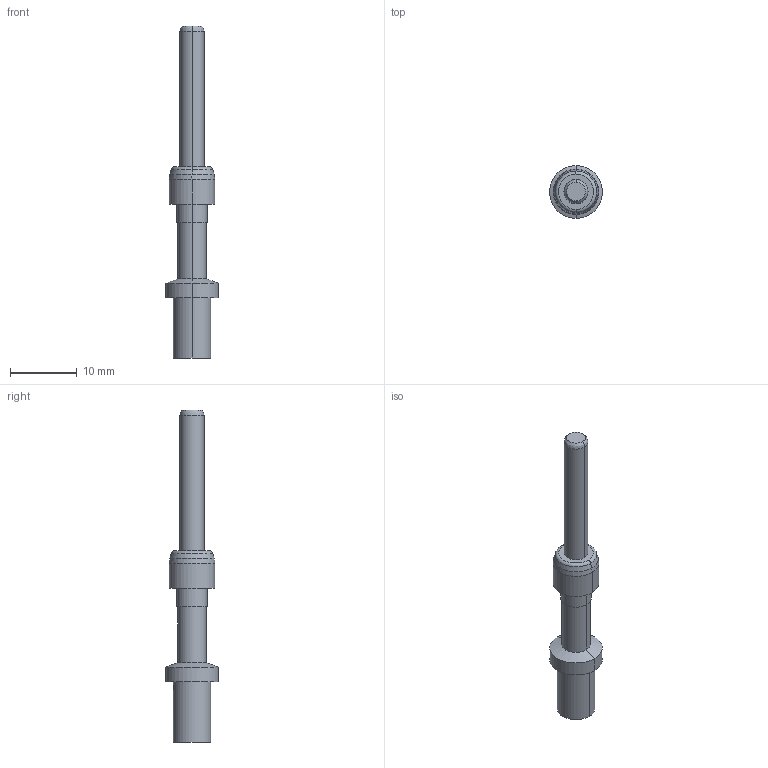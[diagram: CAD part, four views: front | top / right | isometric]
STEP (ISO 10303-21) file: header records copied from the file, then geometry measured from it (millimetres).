
FILE_DESCRIPTION((''),'2;1');
FILE_NAME('SM-36KP006_1605750','2013-10-23T',('vbengel'),(''),'PRO/ENGINEER BY PARAMETRIC TECHNOLOGY CORPORATION, 2012480','PRO/ENGINEER BY PARAMETRIC TECHNOLOGY CORPORATION, 2012480','');
FILE_SCHEMA(('AUTOMOTIVE_DESIGN { 1 0 10303 214 1 1 1 1 }'));
Length unit declared in the file: millimetre
Products named in the file (1): SM-36KP006_1605750
Bounding box: 7.9 x 7.9 x 49.7 mm (x, y, z)
Volume: 711.8 mm3; surface area: 1065.9 mm2
Topology: 1 solids, 1 shells, 46 faces, 109 edges, 64 vertices
Faces by surface type: cylinder 20, cone 10, plane 6, torus 6, bspline 4
Entity records: 1588 total; most frequent: CARTESIAN_POINT 385, DIRECTION 229, ORIENTED_EDGE 214, EDGE_CURVE 107, AXIS2_PLACEMENT_3D 98, VERTEX_POINT 64, CIRCLE 56, EDGE_LOOP 51
